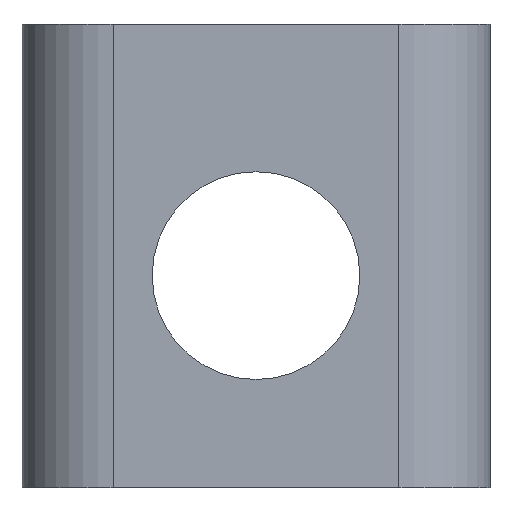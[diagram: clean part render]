
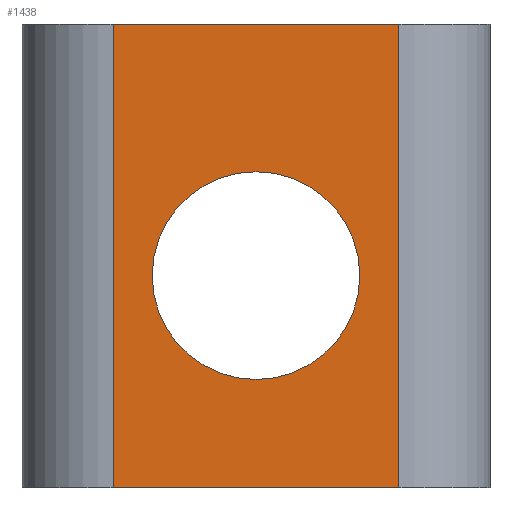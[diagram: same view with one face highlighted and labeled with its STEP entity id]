
A CAD part, front view. The second image highlights one B-rep face of the part: STEP entity #1438.
In plain terms, the highlighted planar face has unit normal (0, -1, 0).
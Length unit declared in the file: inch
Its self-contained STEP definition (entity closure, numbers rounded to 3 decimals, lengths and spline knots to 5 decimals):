
#66 = CARTESIAN_POINT ( 'NONE',  ( 0.13485, -0.031, 0.062 ) ) ;
#68 = VECTOR ( 'NONE', #2046, 39.37008 ) ;
#104 = DIRECTION ( 'NONE',  ( 0., 0., -1. ) ) ;
#128 = ORIENTED_EDGE ( 'NONE', *, *, #1802, .T. ) ;
#164 = EDGE_CURVE ( 'NONE', #337, #337, #2055, .T. ) ;
#182 = LINE ( 'NONE', #1028, #1655 ) ;
#205 = DIRECTION ( 'NONE',  ( 0., 0., 1. ) ) ;
#304 = ORIENTED_EDGE ( 'NONE', *, *, #2381, .F. ) ;
#309 = FACE_BOUND ( 'NONE', #1105, .T. ) ;
#337 = VERTEX_POINT ( 'NONE', #2249 ) ;
#392 = LINE ( 'NONE', #777, #786 ) ;
#402 = CARTESIAN_POINT ( 'NONE',  ( 0.13485, -0.031, -0.375 ) ) ;
#441 = EDGE_LOOP ( 'NONE', ( #2312, #304, #563, #128 ) ) ;
#563 = ORIENTED_EDGE ( 'NONE', *, *, #710, .F. ) ;
#693 = DIRECTION ( 'NONE',  ( 0., 0., 1. ) ) ;
#710 = EDGE_CURVE ( 'NONE', #1340, #2445, #392, .T. ) ;
#713 = CARTESIAN_POINT ( 'NONE',  ( -0.13485, -0.031, 0.062 ) ) ;
#777 = CARTESIAN_POINT ( 'NONE',  ( -0.13485, -0.031, -0.375 ) ) ;
#784 = AXIS2_PLACEMENT_3D ( 'NONE', #1149, #1746, #205 ) ;
#786 = VECTOR ( 'NONE', #2262, 39.37008 ) ;
#836 = VERTEX_POINT ( 'NONE', #402 ) ;
#962 = EDGE_CURVE ( 'NONE', #836, #2214, #182, .T. ) ;
#1028 = CARTESIAN_POINT ( 'NONE',  ( 0.13485, -0.031, -0.375 ) ) ;
#1044 = DIRECTION ( 'NONE',  ( 1., 0., 0. ) ) ;
#1067 = CARTESIAN_POINT ( 'NONE',  ( -0.13485, -0.031, -0.375 ) ) ;
#1105 = EDGE_LOOP ( 'NONE', ( #1789 ) ) ;
#1149 = CARTESIAN_POINT ( 'NONE',  ( 0., -0.031, -0.175 ) ) ;
#1238 = PLANE ( 'NONE',  #1557 ) ;
#1243 = DIRECTION ( 'NONE',  ( 0., -1., 0. ) ) ;
#1322 = VECTOR ( 'NONE', #1044, 39.37008 ) ;
#1340 = VERTEX_POINT ( 'NONE', #1796 ) ;
#1438 = ADVANCED_FACE ( 'NONE', ( #309, #1777 ), #1238, .T. ) ;
#1550 = LINE ( 'NONE', #713, #68 ) ;
#1557 = AXIS2_PLACEMENT_3D ( 'NONE', #1067, #1243, #104 ) ;
#1655 = VECTOR ( 'NONE', #693, 39.37008 ) ;
#1746 = DIRECTION ( 'NONE',  ( 0., 1., 0. ) ) ;
#1777 = FACE_OUTER_BOUND ( 'NONE', #441, .T. ) ;
#1789 = ORIENTED_EDGE ( 'NONE', *, *, #164, .T. ) ;
#1796 = CARTESIAN_POINT ( 'NONE',  ( -0.13485, -0.031, -0.375 ) ) ;
#1802 = EDGE_CURVE ( 'NONE', #1340, #836, #1831, .T. ) ;
#1831 = LINE ( 'NONE', #2300, #1322 ) ;
#2046 = DIRECTION ( 'NONE',  ( 1., 0., 0. ) ) ;
#2055 = CIRCLE ( 'NONE', #784, 0.098 ) ;
#2214 = VERTEX_POINT ( 'NONE', #66 ) ;
#2249 = CARTESIAN_POINT ( 'NONE',  ( 0., -0.031, -0.077 ) ) ;
#2262 = DIRECTION ( 'NONE',  ( 0., 0., 1. ) ) ;
#2300 = CARTESIAN_POINT ( 'NONE',  ( -0.13485, -0.031, -0.375 ) ) ;
#2312 = ORIENTED_EDGE ( 'NONE', *, *, #962, .T. ) ;
#2381 = EDGE_CURVE ( 'NONE', #2445, #2214, #1550, .T. ) ;
#2440 = CARTESIAN_POINT ( 'NONE',  ( -0.13485, -0.031, 0.062 ) ) ;
#2445 = VERTEX_POINT ( 'NONE', #2440 ) ;
